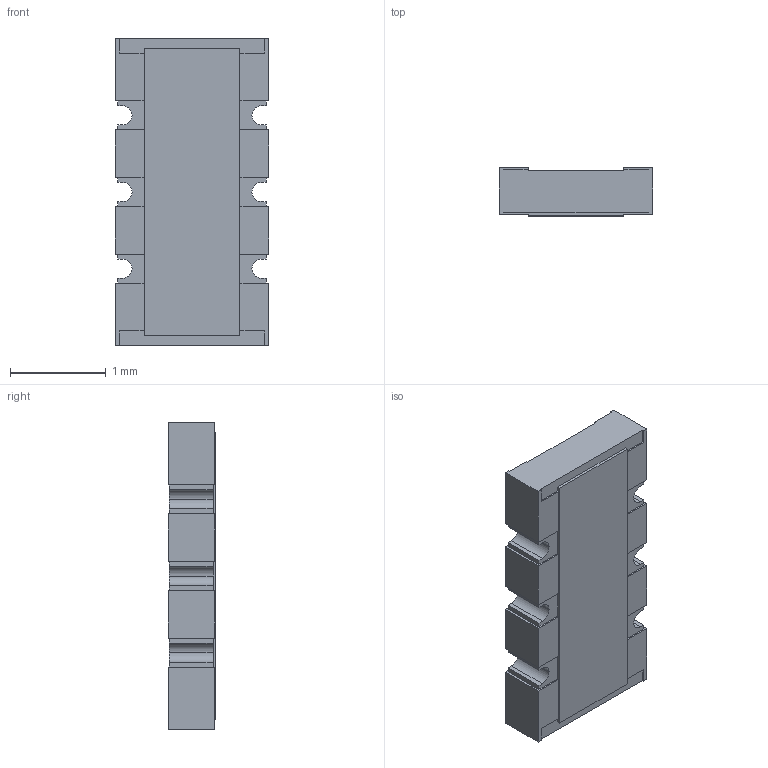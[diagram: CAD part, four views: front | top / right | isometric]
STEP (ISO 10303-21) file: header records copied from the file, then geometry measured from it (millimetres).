
FILE_DESCRIPTION(('STEP AP242'),'1');
FILE_NAME('cay16-221j4lf.stp','2022-09-27T04:37:40',('TraceParts'),('TraceParts S.A.'),'Spatial InterOp 3D',' ',' ');
FILE_SCHEMA(('AP242_MANAGED_MODEL_BASED_3D_ENGINEERING_MIM_LF {1 0 10303 442 1 1 4}'));
Length unit declared in the file: millimetre
Products named in the file (1): cay16-221j4lf
Bounding box: 1.6 x 0.5 x 3.2 mm (x, y, z)
Volume: 2.3 mm3; surface area: 15.5 mm2
Topology: 1 solids, 1 shells, 116 faces, 342 edges, 228 vertices
Faces by surface type: plane 104, cylinder 12
Entity records: 3825 total; most frequent: CARTESIAN_POINT 687, ORIENTED_EDGE 684, DIRECTION 600, EDGE_CURVE 342, LINE 318, VECTOR 318, VERTEX_POINT 228, AXIS2_PLACEMENT_3D 141
